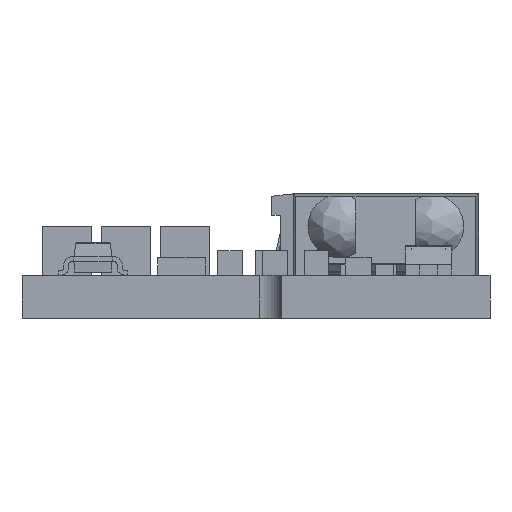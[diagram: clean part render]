
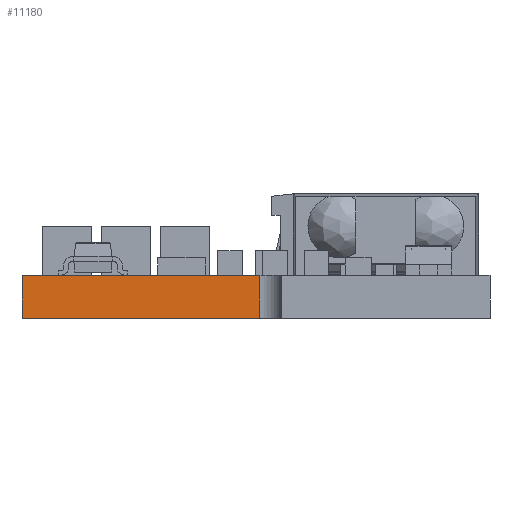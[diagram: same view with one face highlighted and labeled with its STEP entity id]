
A CAD part, left-side view. The second image highlights one B-rep face of the part: STEP entity #11180.
In plain terms, the highlighted planar face has unit normal (-1, 0, 0).
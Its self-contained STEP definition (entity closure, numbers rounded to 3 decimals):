
#3149 = CARTESIAN_POINT ( 'NONE',  ( 13.97, 8.433, -3. ) ) ;
#4163 = CARTESIAN_POINT ( 'NONE',  ( 13.97, 8.433, -1.425 ) ) ;
#4370 = ORIENTED_EDGE ( 'NONE', *, *, #8832, .T. ) ;
#4715 = VECTOR ( 'NONE', #49967, 1000. ) ;
#6491 = ORIENTED_EDGE ( 'NONE', *, *, #44827, .F. ) ;
#8832 = EDGE_CURVE ( 'NONE', #33224, #15751, #8933, .T. ) ;
#8933 = LINE ( 'NONE', #37464, #29889 ) ;
#9001 = VECTOR ( 'NONE', #31505, 1000. ) ;
#11180 = ADVANCED_FACE ( 'NONE', ( #42009 ), #14748, .F. ) ;
#11225 = CARTESIAN_POINT ( 'NONE',  ( 13.97, 17.145, -1.425 ) ) ;
#11639 = AXIS2_PLACEMENT_3D ( 'NONE', #52076, #52401, #43043 ) ;
#12645 = VERTEX_POINT ( 'NONE', #29493 ) ;
#12800 = VERTEX_POINT ( 'NONE', #4163 ) ;
#13859 = DIRECTION ( 'NONE',  ( 0., -1., 0. ) ) ;
#14748 = PLANE ( 'NONE',  #11639 ) ;
#15751 = VERTEX_POINT ( 'NONE', #33436 ) ;
#21313 = CARTESIAN_POINT ( 'NONE',  ( 13.97, 8.433, -1.425 ) ) ;
#21737 = EDGE_CURVE ( 'NONE', #33224, #12800, #43948, .T. ) ;
#25060 = ORIENTED_EDGE ( 'NONE', *, *, #27234, .F. ) ;
#26254 = LINE ( 'NONE', #41315, #4715 ) ;
#27234 = EDGE_CURVE ( 'NONE', #12645, #15751, #34402, .T. ) ;
#29493 = CARTESIAN_POINT ( 'NONE',  ( 13.97, 8.433, -3. ) ) ;
#29889 = VECTOR ( 'NONE', #33425, 1000. ) ;
#31505 = DIRECTION ( 'NONE',  ( 0., 1., 0. ) ) ;
#32398 = ORIENTED_EDGE ( 'NONE', *, *, #21737, .F. ) ;
#33224 = VERTEX_POINT ( 'NONE', #11225 ) ;
#33425 = DIRECTION ( 'NONE',  ( 0., 0., -1. ) ) ;
#33436 = CARTESIAN_POINT ( 'NONE',  ( 13.97, 17.145, -3. ) ) ;
#34402 = LINE ( 'NONE', #3149, #9001 ) ;
#37464 = CARTESIAN_POINT ( 'NONE',  ( 13.97, 17.145, -3. ) ) ;
#41315 = CARTESIAN_POINT ( 'NONE',  ( 13.97, 8.433, -3. ) ) ;
#42009 = FACE_OUTER_BOUND ( 'NONE', #47529, .T. ) ;
#43043 = DIRECTION ( 'NONE',  ( 0., 0., -1. ) ) ;
#43948 = LINE ( 'NONE', #21313, #48369 ) ;
#44827 = EDGE_CURVE ( 'NONE', #12800, #12645, #26254, .T. ) ;
#47529 = EDGE_LOOP ( 'NONE', ( #4370, #25060, #6491, #32398 ) ) ;
#48369 = VECTOR ( 'NONE', #13859, 1000. ) ;
#49967 = DIRECTION ( 'NONE',  ( 0., 0., -1. ) ) ;
#52076 = CARTESIAN_POINT ( 'NONE',  ( 13.97, 17.145, -3. ) ) ;
#52401 = DIRECTION ( 'NONE',  ( 1., 0., 0. ) ) ;
